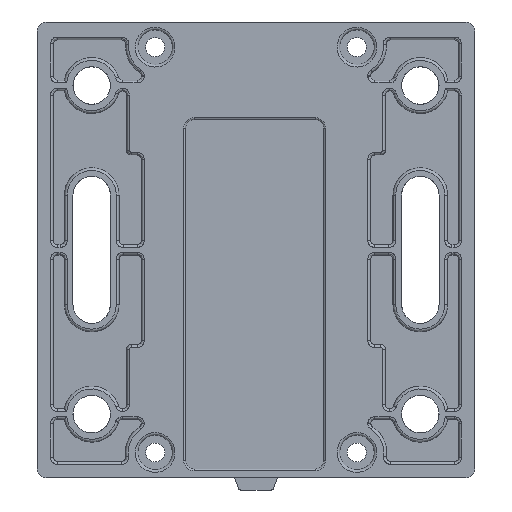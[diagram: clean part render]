
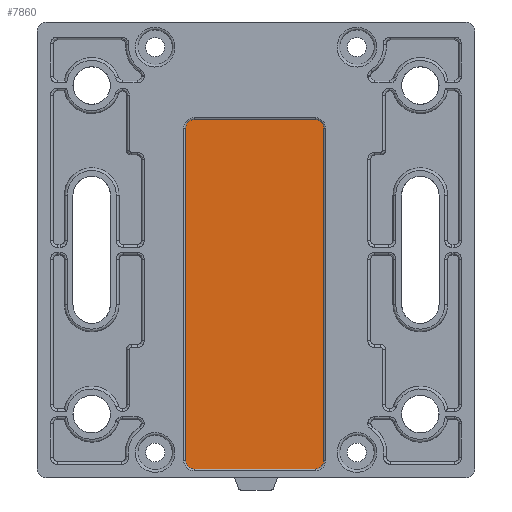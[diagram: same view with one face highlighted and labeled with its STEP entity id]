
A CAD part, front view. The second image highlights one B-rep face of the part: STEP entity #7860.
In plain terms, the highlighted planar face has unit normal (0, -1, 0).
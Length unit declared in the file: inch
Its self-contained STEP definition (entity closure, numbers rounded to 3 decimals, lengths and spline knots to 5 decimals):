
#537=PLANE('',#8662);
#1199=FACE_OUTER_BOUND('',#1696,.T.);
#1696=EDGE_LOOP('',(#7371,#7372,#7373,#7374,#7375,#7376,#7377,#7378));
#2133=LINE('',#17940,#2700);
#2149=LINE('',#17992,#2716);
#2166=LINE('',#18032,#2733);
#2202=LINE('',#18254,#2769);
#2700=VECTOR('',#10237,0.55302);
#2716=VECTOR('',#10295,0.55302);
#2733=VECTOR('',#10328,1.51706);
#2769=VECTOR('',#10438,1.51706);
#3129=CIRCLE('',#8500,0.03937);
#3130=CIRCLE('',#8508,0.03937);
#3147=CIRCLE('',#8585,0.03937);
#3148=CIRCLE('',#8587,0.03937);
#3799=VERTEX_POINT('',#17938);
#3800=VERTEX_POINT('',#17939);
#3811=VERTEX_POINT('',#17990);
#3812=VERTEX_POINT('',#17991);
#3823=VERTEX_POINT('',#18030);
#3824=VERTEX_POINT('',#18031);
#3845=VERTEX_POINT('',#18187);
#3851=VERTEX_POINT('',#18253);
#4826=EDGE_CURVE('',#3799,#3800,#2133,.T.);
#4853=EDGE_CURVE('',#3811,#3812,#2149,.T.);
#4872=EDGE_CURVE('',#3823,#3824,#2166,.T.);
#4910=EDGE_CURVE('',#3812,#3845,#3129,.T.);
#4923=EDGE_CURVE('',#3800,#3823,#3130,.T.);
#4927=EDGE_CURVE('',#3845,#3851,#2202,.T.);
#5005=EDGE_CURVE('',#3824,#3811,#3147,.T.);
#5006=EDGE_CURVE('',#3851,#3799,#3148,.T.);
#7371=ORIENTED_EDGE('',*,*,#4872,.T.);
#7372=ORIENTED_EDGE('',*,*,#5005,.T.);
#7373=ORIENTED_EDGE('',*,*,#4853,.T.);
#7374=ORIENTED_EDGE('',*,*,#4910,.T.);
#7375=ORIENTED_EDGE('',*,*,#4927,.T.);
#7376=ORIENTED_EDGE('',*,*,#5006,.T.);
#7377=ORIENTED_EDGE('',*,*,#4826,.T.);
#7378=ORIENTED_EDGE('',*,*,#4923,.T.);
#7860=ADVANCED_FACE('',(#1199),#537,.T.);
#8500=AXIS2_PLACEMENT_3D('',#18188,#10396,#10397);
#8508=AXIS2_PLACEMENT_3D('',#18245,#10422,#10423);
#8585=AXIS2_PLACEMENT_3D('',#18596,#10617,#10618);
#8587=AXIS2_PLACEMENT_3D('',#18598,#10621,#10622);
#8662=AXIS2_PLACEMENT_3D('',#19309,#10793,#10794);
#10237=DIRECTION('',(1.,0.,0.));
#10295=DIRECTION('',(-1.,0.,0.));
#10328=DIRECTION('',(0.,0.,1.));
#10396=DIRECTION('center_axis',(0.,-1.,0.));
#10397=DIRECTION('ref_axis',(-1.,0.,0.));
#10422=DIRECTION('center_axis',(0.,-1.,0.));
#10423=DIRECTION('ref_axis',(1.,0.,0.));
#10438=DIRECTION('',(0.,0.,-1.));
#10617=DIRECTION('center_axis',(0.,-1.,0.));
#10618=DIRECTION('ref_axis',(0.,0.,1.));
#10621=DIRECTION('center_axis',(0.,-1.,0.));
#10622=DIRECTION('ref_axis',(0.,0.,-1.));
#10793=DIRECTION('center_axis',(0.,-1.,0.));
#10794=DIRECTION('ref_axis',(0.,0.,-1.));
#17938=CARTESIAN_POINT('',(-0.28255,0.02362,-1.00078));
#17939=CARTESIAN_POINT('',(0.27047,0.02362,-1.00078));
#17940=CARTESIAN_POINT('',(-0.28255,0.02362,-1.00078));
#17990=CARTESIAN_POINT('',(0.27047,0.02362,0.59502));
#17991=CARTESIAN_POINT('',(-0.28255,0.02362,0.59502));
#17992=CARTESIAN_POINT('',(0.27047,0.02362,0.59502));
#18030=CARTESIAN_POINT('',(0.30984,0.02362,-0.96141));
#18031=CARTESIAN_POINT('',(0.30984,0.02362,0.55565));
#18032=CARTESIAN_POINT('',(0.30984,0.02362,-0.96141));
#18187=CARTESIAN_POINT('',(-0.32192,0.02362,0.55565));
#18188=CARTESIAN_POINT('Origin',(-0.28255,0.02362,0.55565));
#18245=CARTESIAN_POINT('Origin',(0.27047,0.02362,-0.96141));
#18253=CARTESIAN_POINT('',(-0.32192,0.02362,-0.96141));
#18254=CARTESIAN_POINT('',(-0.32192,0.02362,0.55565));
#18596=CARTESIAN_POINT('Origin',(0.27047,0.02362,0.55565));
#18598=CARTESIAN_POINT('Origin',(-0.28255,0.02362,-0.96141));
#19309=CARTESIAN_POINT('Origin',(0.,0.02362,0.));
